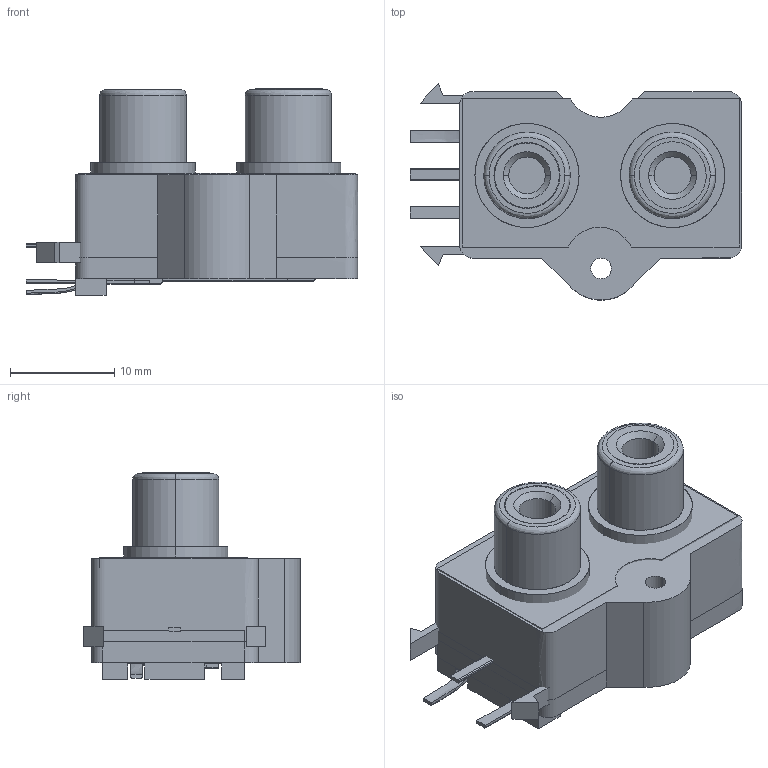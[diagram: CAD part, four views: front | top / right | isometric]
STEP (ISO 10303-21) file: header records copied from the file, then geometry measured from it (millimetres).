
FILE_DESCRIPTION (( 'STEP AP214' ), '1' );
FILE_NAME ('User Library-Cinch.STEP', '2019-11-25T11:54:14', ( '' ), ( '' ), 'SwSTEP 2.0', 'SolidWorks 2019', '' );
FILE_SCHEMA (( 'AUTOMOTIVE_DESIGN' ));
Length unit declared in the file: millimetre
Products named in the file (1): User Library-Cinch
Bounding box: 31.82 x 20.78 x 19.89 mm (x, y, z)
Surface area: 4254 mm2 (no closed solid volume)
Topology: 0 solids, 22 shells, 133 faces, 328 edges, 227 vertices
Faces by surface type: plane 79, cylinder 32, bspline 18, cone 4
Entity records: 8407 total; most frequent: CARTESIAN_POINT 3882, ORIENTED_EDGE 609, DIRECTION 536, EDGE_CURVE 328, VERTEX_POINT 227, LINE 210, VECTOR 210, AXIS2_PLACEMENT_3D 163
